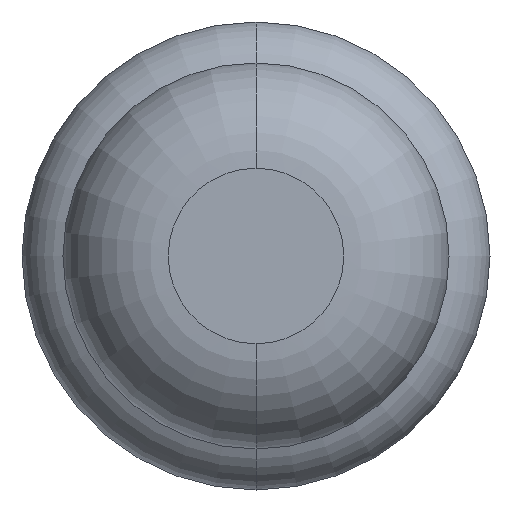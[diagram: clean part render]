
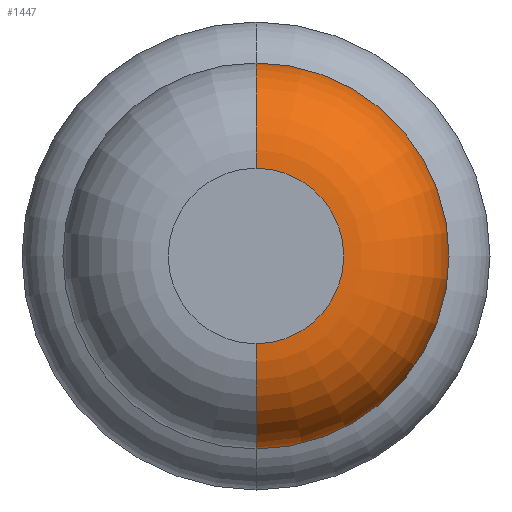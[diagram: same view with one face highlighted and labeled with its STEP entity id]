
A CAD part, front view. The second image highlights one B-rep face of the part: STEP entity #1447.
In plain terms, the highlighted toroidal (fillet/blend) face has major radius 0.375 mm and minor radius 0.45 mm.
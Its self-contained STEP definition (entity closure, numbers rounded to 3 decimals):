
#234 = AXIS2_PLACEMENT_3D ( 'NONE', #4929, #2227, #2619 ) ;
#334 = CARTESIAN_POINT ( 'NONE',  ( 0., -29., -0.375 ) ) ;
#505 = AXIS2_PLACEMENT_3D ( 'NONE', #607, #2161, #1787 ) ;
#594 = CARTESIAN_POINT ( 'NONE',  ( 0., -28.55, 0.375 ) ) ;
#607 = CARTESIAN_POINT ( 'NONE',  ( 0., -28.55, -0.375 ) ) ;
#665 = VERTEX_POINT ( 'NONE', #4304 ) ;
#769 = AXIS2_PLACEMENT_3D ( 'NONE', #594, #1395, #2972 ) ;
#956 = CIRCLE ( 'NONE', #769, 0.45 ) ;
#1055 = CARTESIAN_POINT ( 'NONE',  ( 0., -28.55, 0. ) ) ;
#1070 = CARTESIAN_POINT ( 'NONE',  ( 0., -29., 0.375 ) ) ;
#1350 = EDGE_CURVE ( 'NONE', #1980, #665, #1875, .T. ) ;
#1395 = DIRECTION ( 'NONE',  ( -1., 0., 0. ) ) ;
#1447 = ADVANCED_FACE ( 'Defeature ausgef�hrt4_46', ( #4217 ), #4331, .T. ) ;
#1787 = DIRECTION ( 'NONE',  ( 0., 0., -1. ) ) ;
#1875 = CIRCLE ( 'NONE', #505, 0.45 ) ;
#1893 = ORIENTED_EDGE ( 'NONE', *, *, #4479, .F. ) ;
#1980 = VERTEX_POINT ( 'NONE', #334 ) ;
#1992 = ORIENTED_EDGE ( 'NONE', *, *, #3350, .F. ) ;
#2098 = DIRECTION ( 'NONE',  ( 0., 0., 1. ) ) ;
#2161 = DIRECTION ( 'NONE',  ( 1., 0., 0. ) ) ;
#2206 = DIRECTION ( 'NONE',  ( 0., 1., 0. ) ) ;
#2227 = DIRECTION ( 'NONE',  ( 0., 1., 0. ) ) ;
#2456 = EDGE_CURVE ( 'Defeature ausgef�hrt4_46+Defeature ausgef�hrt4_45+Defeature ausgef�hrt4_45+Defeature ausgef�hrt4_45', #3326, #1980, #3110, .T. ) ;
#2619 = DIRECTION ( 'NONE',  ( 0., 0., 1. ) ) ;
#2653 = DIRECTION ( 'NONE',  ( 0., 0., 1. ) ) ;
#2882 = CARTESIAN_POINT ( 'NONE',  ( 0., -29., 0. ) ) ;
#2972 = DIRECTION ( 'NONE',  ( 0., 0., 1. ) ) ;
#3046 = ORIENTED_EDGE ( 'NONE', *, *, #1350, .T. ) ;
#3074 = ORIENTED_EDGE ( 'NONE', *, *, #2456, .T. ) ;
#3110 = CIRCLE ( 'NONE', #4607, 0.375 ) ;
#3298 = DIRECTION ( 'NONE',  ( 0., 1., 0. ) ) ;
#3326 = VERTEX_POINT ( 'NONE', #1070 ) ;
#3350 = EDGE_CURVE ( 'NONE', #3326, #4895, #956, .T. ) ;
#3360 = AXIS2_PLACEMENT_3D ( 'NONE', #1055, #2206, #2653 ) ;
#3710 = EDGE_LOOP ( 'NONE', ( #3074, #3046, #1893, #1992 ) ) ;
#4217 = FACE_OUTER_BOUND ( 'NONE', #3710, .T. ) ;
#4304 = CARTESIAN_POINT ( 'NONE',  ( 0., -28.55, -0.825 ) ) ;
#4331 = TOROIDAL_SURFACE ( 'NONE', #234, 0.375, 0.45 ) ;
#4358 = CARTESIAN_POINT ( 'NONE',  ( 0., -28.55, 0.825 ) ) ;
#4479 = EDGE_CURVE ( 'Defeature ausgef�hrt4_47+Defeature ausgef�hrt4_46+Defeature ausgef�hrt4_46+Defeature ausgef�hrt4_46', #4895, #665, #4988, .T. ) ;
#4607 = AXIS2_PLACEMENT_3D ( 'NONE', #2882, #3298, #2098 ) ;
#4895 = VERTEX_POINT ( 'NONE', #4358 ) ;
#4929 = CARTESIAN_POINT ( 'NONE',  ( 0., -28.55, 0. ) ) ;
#4988 = CIRCLE ( 'NONE', #3360, 0.825 ) ;
